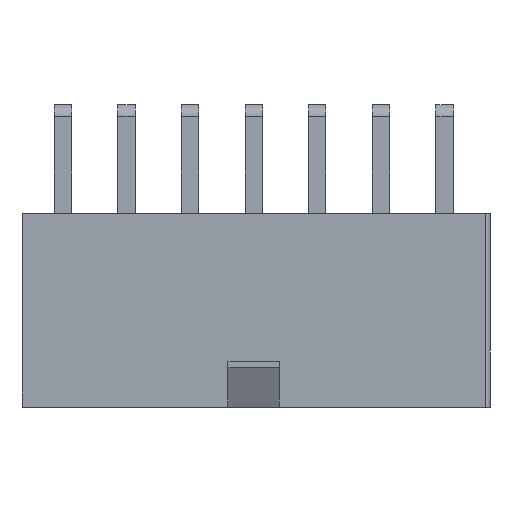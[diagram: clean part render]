
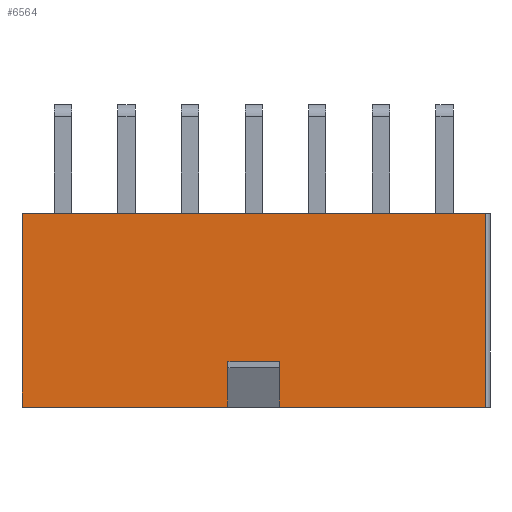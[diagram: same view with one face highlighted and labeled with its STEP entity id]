
A CAD part, top view. The second image highlights one B-rep face of the part: STEP entity #6564.
In plain terms, the highlighted planar face has unit normal (0, 0, 1).
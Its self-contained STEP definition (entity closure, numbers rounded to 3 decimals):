
#749=ORIENTED_EDGE('',*,*,#2553,.F.);
#750=ORIENTED_EDGE('',*,*,#2554,.F.);
#751=ORIENTED_EDGE('',*,*,#2555,.F.);
#752=ORIENTED_EDGE('',*,*,#2347,.F.);
#753=ORIENTED_EDGE('',*,*,#2556,.T.);
#754=ORIENTED_EDGE('',*,*,#2264,.T.);
#755=ORIENTED_EDGE('',*,*,#2557,.F.);
#756=ORIENTED_EDGE('',*,*,#2342,.F.);
#2264=EDGE_CURVE('',#3167,#3165,#3745,.T.);
#2342=EDGE_CURVE('',#3232,#3233,#3822,.T.);
#2347=EDGE_CURVE('',#3236,#3230,#3826,.T.);
#2553=EDGE_CURVE('',#3432,#3232,#4032,.T.);
#2554=EDGE_CURVE('',#3433,#3432,#4033,.T.);
#2555=EDGE_CURVE('',#3230,#3433,#4034,.T.);
#2556=EDGE_CURVE('',#3236,#3167,#4035,.T.);
#2557=EDGE_CURVE('',#3233,#3165,#4036,.T.);
#3165=VERTEX_POINT('',#9824);
#3167=VERTEX_POINT('',#9827);
#3230=VERTEX_POINT('',#9966);
#3232=VERTEX_POINT('',#9970);
#3233=VERTEX_POINT('',#9972);
#3236=VERTEX_POINT('',#9979);
#3432=VERTEX_POINT('',#10407);
#3433=VERTEX_POINT('',#10409);
#3745=LINE('',#9826,#4624);
#3822=LINE('',#9971,#4701);
#3826=LINE('',#9980,#4705);
#4032=LINE('',#10406,#4911);
#4033=LINE('',#10408,#4912);
#4034=LINE('',#10410,#4913);
#4035=LINE('',#10411,#4914);
#4036=LINE('',#10412,#4915);
#4624=VECTOR('',#7479,1000.);
#4701=VECTOR('',#7560,1000.);
#4705=VECTOR('',#7566,1000.);
#4911=VECTOR('',#7822,1000.);
#4912=VECTOR('',#7823,1000.);
#4913=VECTOR('',#7824,1000.);
#4914=VECTOR('',#7825,1000.);
#4915=VECTOR('',#7826,1000.);
#5449=EDGE_LOOP('',(#749,#750,#751,#752,#753,#754,#755,#756));
#5874=FACE_BOUND('',#5449,.T.);
#6225=PLANE('',#6940);
#6564=ADVANCED_FACE('',(#5874),#6225,.T.);
#6940=AXIS2_PLACEMENT_3D('',#10405,#7820,#7821);
#7479=DIRECTION('',(-1.,0.,0.));
#7560=DIRECTION('',(-1.,0.,0.));
#7566=DIRECTION('',(-1.,0.,0.));
#7820=DIRECTION('',(0.,0.,1.));
#7821=DIRECTION('',(1.,0.,0.));
#7822=DIRECTION('',(0.,-1.,0.));
#7823=DIRECTION('',(-1.,0.,0.));
#7824=DIRECTION('',(0.,1.,0.));
#7825=DIRECTION('',(0.,1.,0.));
#7826=DIRECTION('',(0.,1.,0.));
#9824=CARTESIAN_POINT('',(-15.3,6.4,4.8));
#9826=CARTESIAN_POINT('',(15.3,6.4,4.8));
#9827=CARTESIAN_POINT('',(15.3,6.4,4.8));
#9966=CARTESIAN_POINT('',(1.7,-6.4,4.8));
#9970=CARTESIAN_POINT('',(-1.7,-6.4,4.8));
#9971=CARTESIAN_POINT('',(15.3,-6.4,4.8));
#9972=CARTESIAN_POINT('',(-15.3,-6.4,4.8));
#9979=CARTESIAN_POINT('',(15.3,-6.4,4.8));
#9980=CARTESIAN_POINT('',(15.3,-6.4,4.8));
#10405=CARTESIAN_POINT('',(15.3,-6.4,4.8));
#10406=CARTESIAN_POINT('',(-1.7,-3.4,4.8));
#10407=CARTESIAN_POINT('',(-1.7,-3.4,4.8));
#10408=CARTESIAN_POINT('',(1.7,-3.4,4.8));
#10409=CARTESIAN_POINT('',(1.7,-3.4,4.8));
#10410=CARTESIAN_POINT('',(1.7,-6.4,4.8));
#10411=CARTESIAN_POINT('',(15.3,-6.4,4.8));
#10412=CARTESIAN_POINT('',(-15.3,-6.4,4.8));
